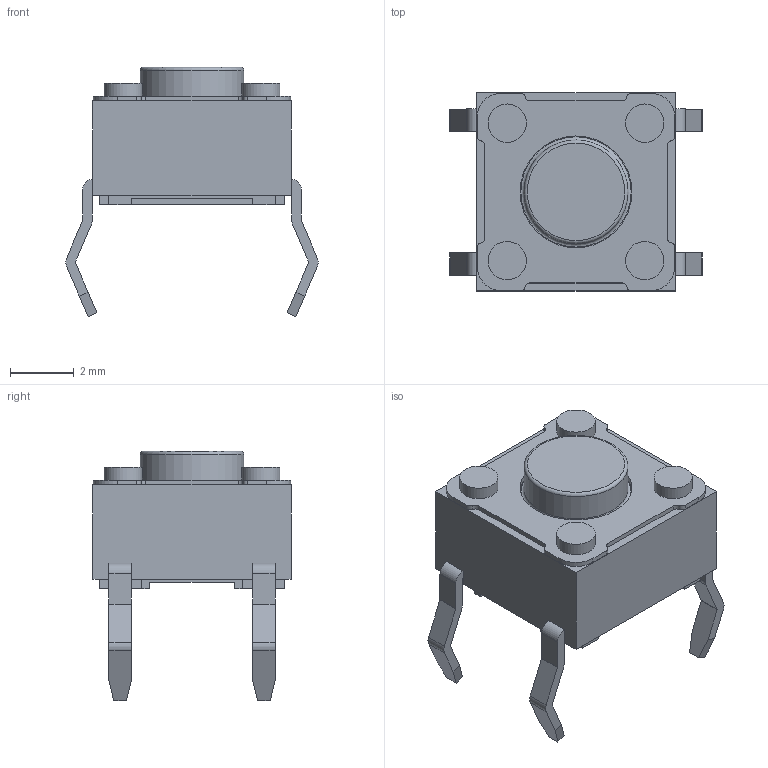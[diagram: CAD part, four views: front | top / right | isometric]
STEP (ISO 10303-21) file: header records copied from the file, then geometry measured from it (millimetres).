
FILE_DESCRIPTION( ( 'Unknown' ), '1' );
FILE_NAME( '4301x60437x6.stp', 'Unknown', ( 'Unknown' ), ( 'Unknown' ), 'PSStep 16.0.42', 'Unknown', ' ' );
FILE_SCHEMA( ( 'AUTOMOTIVE_DESIGN { 1 0 10303 214 1 1 1 1 }' ) );
Length unit declared in the file: millimetre
Products named in the file (1): 1
Bounding box: 7.9 x 6.2 x 7.8 mm (x, y, z)
Volume: 135.6 mm3; surface area: 217 mm2
Topology: 1 solids, 1 shells, 170 faces, 475 edges, 315 vertices
Faces by surface type: plane 118, cylinder 50, torus 2
Full cylindrical faces by diameter (mm): 1.2 x4, 3.25 x1, 3.5 x1
Entity records: 6732 total; most frequent: CARTESIAN_POINT 943, ORIENTED_EDGE 924, DIRECTION 906, EDGE_CURVE 462, LINE 360, VECTOR 360, VERTEX_POINT 310, AXIS2_PLACEMENT_3D 273
